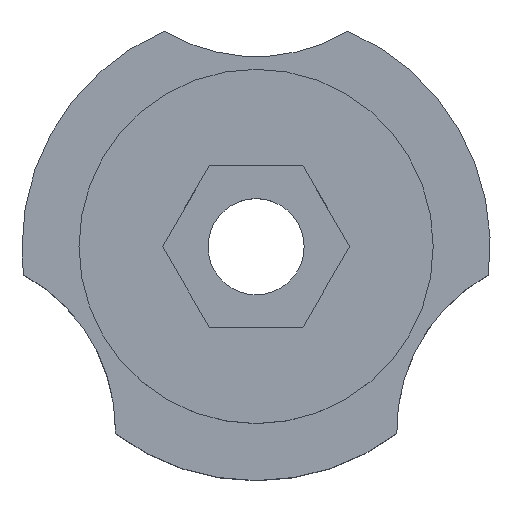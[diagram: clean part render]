
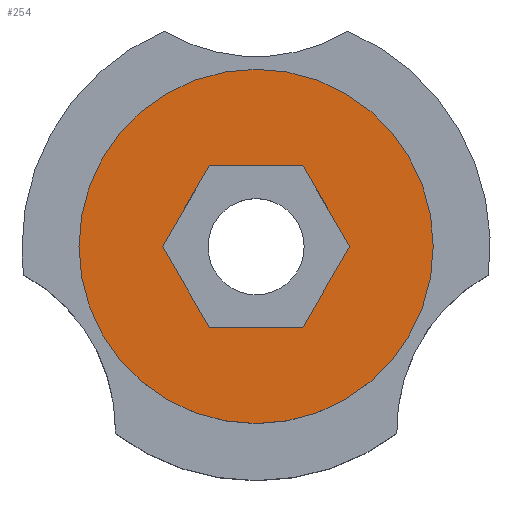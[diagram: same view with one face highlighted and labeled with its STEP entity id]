
A CAD part, top view. The second image highlights one B-rep face of the part: STEP entity #254.
In plain terms, the highlighted planar face has unit normal (0, 0, 1).
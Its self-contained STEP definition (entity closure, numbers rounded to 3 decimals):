
#17 = LINE ( 'NONE', #147, #166 ) ;
#19 = AXIS2_PLACEMENT_3D ( 'NONE', #338, #253, #608 ) ;
#21 = AXIS2_PLACEMENT_3D ( 'NONE', #214, #594, #688 ) ;
#31 = ORIENTED_EDGE ( 'NONE', *, *, #389, .F. ) ;
#37 = VERTEX_POINT ( 'NONE', #184 ) ;
#40 = LINE ( 'NONE', #567, #491 ) ;
#87 = VECTOR ( 'NONE', #343, 1000. ) ;
#90 = CIRCLE ( 'NONE', #603, 7. ) ;
#99 = VERTEX_POINT ( 'NONE', #173 ) ;
#124 = EDGE_CURVE ( 'NONE', #37, #625, #90, .T. ) ;
#147 = CARTESIAN_POINT ( 'NONE',  ( 1.848, 3.2, 8. ) ) ;
#166 = VECTOR ( 'NONE', #263, 1000. ) ;
#168 = EDGE_LOOP ( 'NONE', ( #722, #278, #31, #437, #582, #646 ) ) ;
#173 = CARTESIAN_POINT ( 'NONE',  ( -1.848, 3.2, 8. ) ) ;
#174 = CARTESIAN_POINT ( 'NONE',  ( -1.848, -3.2, 8. ) ) ;
#184 = CARTESIAN_POINT ( 'NONE',  ( 7., 0., 8. ) ) ;
#189 = CARTESIAN_POINT ( 'NONE',  ( -3.695, 0., 8. ) ) ;
#193 = DIRECTION ( 'NONE',  ( 1., 0., 0. ) ) ;
#203 = VECTOR ( 'NONE', #326, 1000. ) ;
#212 = CIRCLE ( 'NONE', #21, 7. ) ;
#214 = CARTESIAN_POINT ( 'NONE',  ( 0., 0., 8. ) ) ;
#216 = FACE_OUTER_BOUND ( 'NONE', #516, .T. ) ;
#217 = CARTESIAN_POINT ( 'NONE',  ( -7., 0., 8. ) ) ;
#228 = DIRECTION ( 'NONE',  ( -0.5, -0.866, 0. ) ) ;
#229 = CARTESIAN_POINT ( 'NONE',  ( -1.848, -3.2, 8. ) ) ;
#247 = VERTEX_POINT ( 'NONE', #715 ) ;
#253 = DIRECTION ( 'NONE',  ( 0., 0., 1. ) ) ;
#254 = ADVANCED_FACE ( 'NONE', ( #216, #335 ), #518, .T. ) ;
#263 = DIRECTION ( 'NONE',  ( -1., 0., 0. ) ) ;
#278 = ORIENTED_EDGE ( 'NONE', *, *, #441, .F. ) ;
#280 = CARTESIAN_POINT ( 'NONE',  ( 3.695, 0., 8. ) ) ;
#322 = CARTESIAN_POINT ( 'NONE',  ( 0., 0., 8. ) ) ;
#324 = EDGE_CURVE ( 'NONE', #401, #99, #17, .T. ) ;
#326 = DIRECTION ( 'NONE',  ( 0.5, 0.866, 0. ) ) ;
#335 = FACE_BOUND ( 'NONE', #168, .T. ) ;
#338 = CARTESIAN_POINT ( 'NONE',  ( 0., 0., 8. ) ) ;
#343 = DIRECTION ( 'NONE',  ( -0.5, 0.866, 0. ) ) ;
#363 = DIRECTION ( 'NONE',  ( 0.5, -0.866, 0. ) ) ;
#366 = VERTEX_POINT ( 'NONE', #398 ) ;
#382 = CARTESIAN_POINT ( 'NONE',  ( 1.848, 3.2, 8. ) ) ;
#389 = EDGE_CURVE ( 'NONE', #366, #247, #655, .T. ) ;
#393 = CARTESIAN_POINT ( 'NONE',  ( -3.695, 0., 8. ) ) ;
#398 = CARTESIAN_POINT ( 'NONE',  ( 1.848, -3.2, 8. ) ) ;
#401 = VERTEX_POINT ( 'NONE', #382 ) ;
#412 = EDGE_CURVE ( 'NONE', #550, #577, #525, .T. ) ;
#421 = EDGE_CURVE ( 'NONE', #577, #366, #537, .T. ) ;
#437 = ORIENTED_EDGE ( 'NONE', *, *, #421, .F. ) ;
#441 = EDGE_CURVE ( 'NONE', #247, #401, #559, .T. ) ;
#475 = DIRECTION ( 'NONE',  ( 0., 0., 1. ) ) ;
#485 = DIRECTION ( 'NONE',  ( 1., 0., 0. ) ) ;
#491 = VECTOR ( 'NONE', #228, 1000. ) ;
#516 = EDGE_LOOP ( 'NONE', ( #623, #563 ) ) ;
#518 = PLANE ( 'NONE',  #19 ) ;
#525 = LINE ( 'NONE', #189, #675 ) ;
#537 = LINE ( 'NONE', #229, #687 ) ;
#550 = VERTEX_POINT ( 'NONE', #393 ) ;
#559 = LINE ( 'NONE', #280, #87 ) ;
#563 = ORIENTED_EDGE ( 'NONE', *, *, #124, .T. ) ;
#567 = CARTESIAN_POINT ( 'NONE',  ( -1.848, 3.2, 8. ) ) ;
#577 = VERTEX_POINT ( 'NONE', #174 ) ;
#582 = ORIENTED_EDGE ( 'NONE', *, *, #412, .F. ) ;
#594 = DIRECTION ( 'NONE',  ( 0., 0., 1. ) ) ;
#603 = AXIS2_PLACEMENT_3D ( 'NONE', #322, #475, #193 ) ;
#604 = CARTESIAN_POINT ( 'NONE',  ( 1.848, -3.2, 8. ) ) ;
#608 = DIRECTION ( 'NONE',  ( 1., 0., 0. ) ) ;
#609 = EDGE_CURVE ( 'NONE', #99, #550, #40, .T. ) ;
#618 = EDGE_CURVE ( 'NONE', #625, #37, #212, .T. ) ;
#623 = ORIENTED_EDGE ( 'NONE', *, *, #618, .T. ) ;
#625 = VERTEX_POINT ( 'NONE', #217 ) ;
#646 = ORIENTED_EDGE ( 'NONE', *, *, #609, .F. ) ;
#655 = LINE ( 'NONE', #604, #203 ) ;
#675 = VECTOR ( 'NONE', #363, 1000. ) ;
#687 = VECTOR ( 'NONE', #485, 1000. ) ;
#688 = DIRECTION ( 'NONE',  ( 1., 0., 0. ) ) ;
#715 = CARTESIAN_POINT ( 'NONE',  ( 3.695, 0., 8. ) ) ;
#722 = ORIENTED_EDGE ( 'NONE', *, *, #324, .F. ) ;
